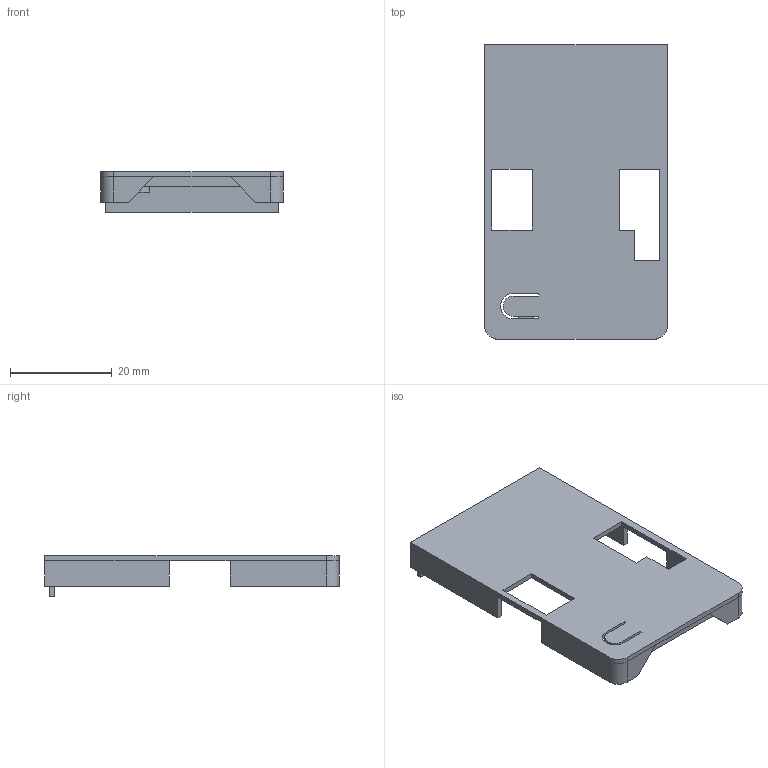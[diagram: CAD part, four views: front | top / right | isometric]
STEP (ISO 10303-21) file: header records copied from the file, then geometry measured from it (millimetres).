
FILE_DESCRIPTION(('FreeCAD Model'),'2;1');
FILE_NAME('Open CASCADE Shape Model','2026-01-09T09:55:45',(''),(''), 'Open CASCADE STEP processor 7.8','FreeCAD','Unknown');
FILE_SCHEMA(('AUTOMOTIVE_DESIGN { 1 0 10303 214 1 1 1 1 }'));
Length unit declared in the file: millimetre
Products named in the file (1): Top
Bounding box: 36 x 58 x 8 mm (x, y, z)
Volume: 2895.1 mm3; surface area: 5687 mm2
Topology: 1 solids, 1 shells, 77 faces, 200 edges, 122 vertices
Faces by surface type: plane 67, cylinder 10
Full cylindrical faces by diameter (mm): 3 x1, 5 x1
Entity records: 4946 total; most frequent: CARTESIAN_POINT 848, DIRECTION 770, LINE 558, VECTOR 558, ORIENTED_EDGE 400, PCURVE 400, DEFINITIONAL_REPRESENTATION 400, EDGE_CURVE 200
